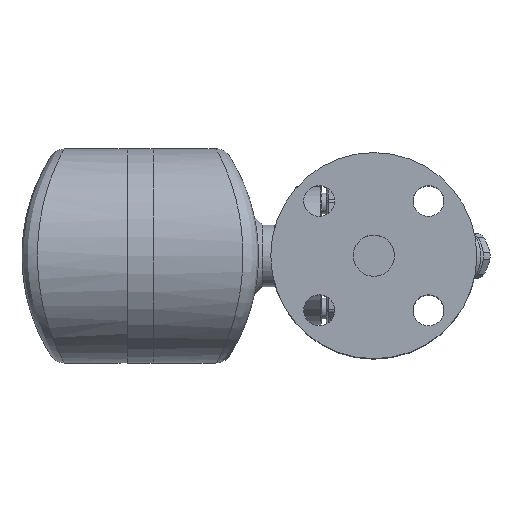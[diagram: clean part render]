
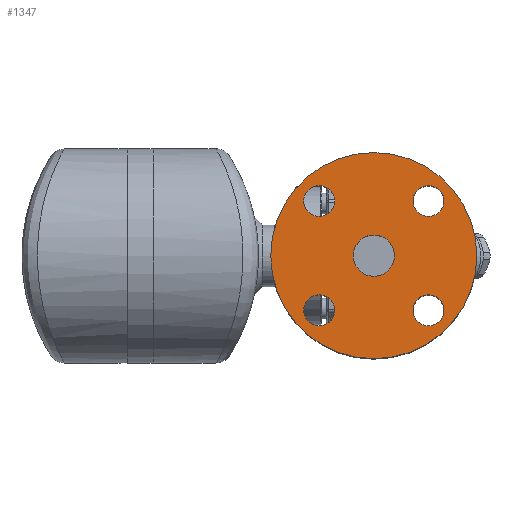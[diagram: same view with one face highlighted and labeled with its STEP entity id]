
A CAD part, top view. The second image highlights one B-rep face of the part: STEP entity #1347.
In plain terms, the highlighted planar face has unit normal (0, 0, 1).
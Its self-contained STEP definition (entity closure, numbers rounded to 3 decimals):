
#582=CARTESIAN_POINT('',(133.517,19.017,94.));
#583=VERTEX_POINT('',#582);
#584=CARTESIAN_POINT('',(133.517,26.517,94.));
#585=DIRECTION('',(0.0,0.0,-1.0));
#586=DIRECTION('',(0.0,-1.0,0.0));
#587=AXIS2_PLACEMENT_3D('',#584,#585,#586);
#588=CIRCLE('',#587,7.5);
#589=EDGE_CURVE('',#583,#583,#588,.T.);
#631=CARTESIAN_POINT('',(126.017,-26.517,94.));
#632=VERTEX_POINT('',#631);
#633=CARTESIAN_POINT('',(133.517,-26.517,94.));
#634=DIRECTION('',(0.0,0.0,-1.0));
#635=DIRECTION('',(-1.0,0.0,0.0));
#636=AXIS2_PLACEMENT_3D('',#633,#634,#635);
#637=CIRCLE('',#636,7.5);
#638=EDGE_CURVE('',#632,#632,#637,.T.);
#680=CARTESIAN_POINT('',(80.483,-19.017,94.));
#681=VERTEX_POINT('',#680);
#682=CARTESIAN_POINT('',(80.483,-26.517,94.));
#683=DIRECTION('',(0.0,0.0,-1.0));
#684=DIRECTION('',(0.0,1.0,0.0));
#685=AXIS2_PLACEMENT_3D('',#682,#683,#684);
#686=CIRCLE('',#685,7.5);
#687=EDGE_CURVE('',#681,#681,#686,.T.);
#857=CARTESIAN_POINT('',(87.983,26.517,94.));
#858=VERTEX_POINT('',#857);
#859=CARTESIAN_POINT('',(80.483,26.517,94.));
#860=DIRECTION('',(0.0,0.0,-1.0));
#861=DIRECTION('',(1.0,0.0,0.0));
#862=AXIS2_PLACEMENT_3D('',#859,#860,#861);
#863=CIRCLE('',#862,7.5);
#864=EDGE_CURVE('',#858,#858,#863,.T.);
#1301=CARTESIAN_POINT('',(157.,0.0,94.));
#1302=VERTEX_POINT('',#1301);
#1303=CARTESIAN_POINT('',(107.,0.0,94.));
#1304=DIRECTION('',(0.0,0.0,1.0));
#1305=DIRECTION('',(1.0,0.0,0.0));
#1306=AXIS2_PLACEMENT_3D('',#1303,#1304,#1305);
#1307=CIRCLE('',#1306,50.0);
#1308=EDGE_CURVE('',#1302,#1302,#1307,.T.);
#1316=CARTESIAN_POINT('',(137.,0.0,94.));
#1317=DIRECTION('',(0.0,0.0,1.0));
#1318=DIRECTION('',(1.0,0.0,0.0));
#1319=AXIS2_PLACEMENT_3D('',#1316,#1317,#1318);
#1320=PLANE('',#1319);
#1321=ORIENTED_EDGE('',*,*,#1308,.T.);
#1322=EDGE_LOOP('',(#1321));
#1323=FACE_OUTER_BOUND('',#1322,.T.);
#1324=ORIENTED_EDGE('',*,*,#589,.T.);
#1325=EDGE_LOOP('',(#1324));
#1326=FACE_BOUND('',#1325,.T.);
#1327=ORIENTED_EDGE('',*,*,#638,.T.);
#1328=EDGE_LOOP('',(#1327));
#1329=FACE_BOUND('',#1328,.T.);
#1330=ORIENTED_EDGE('',*,*,#687,.T.);
#1331=EDGE_LOOP('',(#1330));
#1332=FACE_BOUND('',#1331,.T.);
#1333=ORIENTED_EDGE('',*,*,#864,.T.);
#1334=EDGE_LOOP('',(#1333));
#1335=FACE_BOUND('',#1334,.T.);
#1336=CARTESIAN_POINT('',(117.,0.0,94.));
#1337=VERTEX_POINT('',#1336);
#1338=CARTESIAN_POINT('',(107.,0.0,94.));
#1339=DIRECTION('',(0.0,0.0,1.0));
#1340=DIRECTION('',(1.0,0.0,0.0));
#1341=AXIS2_PLACEMENT_3D('',#1338,#1339,#1340);
#1342=CIRCLE('',#1341,10.);
#1343=EDGE_CURVE('',#1337,#1337,#1342,.T.);
#1344=ORIENTED_EDGE('',*,*,#1343,.F.);
#1345=EDGE_LOOP('',(#1344));
#1346=FACE_BOUND('',#1345,.T.);
#1347=ADVANCED_FACE('',(#1323,#1326,#1329,#1332,#1335,#1346),#1320,.T.);
